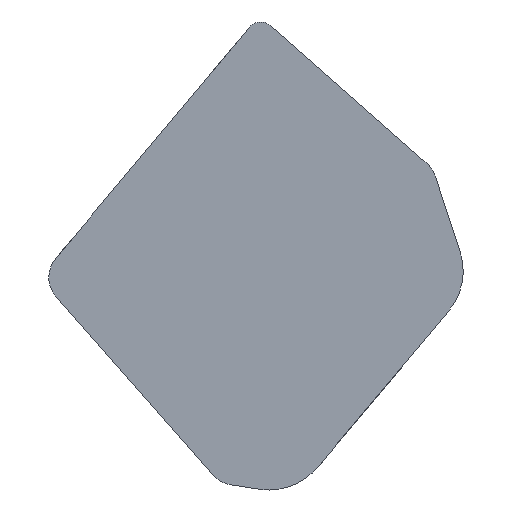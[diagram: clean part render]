
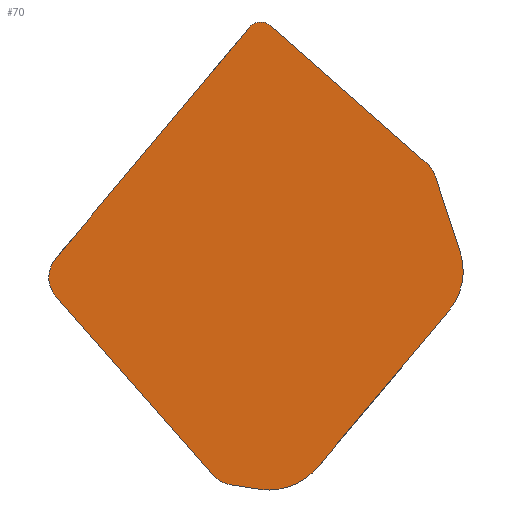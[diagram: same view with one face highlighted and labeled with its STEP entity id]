
A CAD part, top view. The second image highlights one B-rep face of the part: STEP entity #70.
In plain terms, the highlighted planar face has unit normal (0.067, -0.056, 0.996).
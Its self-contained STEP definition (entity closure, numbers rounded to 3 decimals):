
#59=ELLIPSE('',#514,2.077,2.);
#60=ELLIPSE('',#515,1.038,1.);
#61=ELLIPSE('',#516,0.519,0.5);
#62=ELLIPSE('',#517,1.04,1.);
#63=ELLIPSE('',#518,1.039,1.);
#64=ELLIPSE('',#519,2.101,2.);
#70=ADVANCED_FACE('',(#107),#94,.F.);
#94=PLANE('',#520);
#107=FACE_OUTER_BOUND('',#132,.T.);
#132=EDGE_LOOP('',(#182,#183,#184,#185,#186,#187,#188,#189,#190,#191,#192,
#193));
#182=ORIENTED_EDGE('',*,*,#327,.F.);
#183=ORIENTED_EDGE('',*,*,#348,.T.);
#184=ORIENTED_EDGE('',*,*,#349,.F.);
#185=ORIENTED_EDGE('',*,*,#350,.T.);
#186=ORIENTED_EDGE('',*,*,#321,.T.);
#187=ORIENTED_EDGE('',*,*,#351,.T.);
#188=ORIENTED_EDGE('',*,*,#352,.T.);
#189=ORIENTED_EDGE('',*,*,#353,.T.);
#190=ORIENTED_EDGE('',*,*,#354,.T.);
#191=ORIENTED_EDGE('',*,*,#355,.T.);
#192=ORIENTED_EDGE('',*,*,#356,.F.);
#193=ORIENTED_EDGE('',*,*,#357,.T.);
#279=VERTEX_POINT('',#725);
#280=VERTEX_POINT('',#726);
#285=VERTEX_POINT('',#737);
#286=VERTEX_POINT('',#739);
#304=VERTEX_POINT('',#780);
#305=VERTEX_POINT('',#782);
#306=VERTEX_POINT('',#785);
#307=VERTEX_POINT('',#787);
#308=VERTEX_POINT('',#789);
#309=VERTEX_POINT('',#791);
#310=VERTEX_POINT('',#793);
#311=VERTEX_POINT('',#795);
#321=EDGE_CURVE('',#279,#280,#384,.T.);
#327=EDGE_CURVE('',#285,#286,#390,.T.);
#348=EDGE_CURVE('',#285,#304,#59,.T.);
#349=EDGE_CURVE('',#305,#304,#401,.T.);
#350=EDGE_CURVE('',#305,#279,#60,.T.);
#351=EDGE_CURVE('',#280,#306,#61,.T.);
#352=EDGE_CURVE('',#306,#307,#402,.T.);
#353=EDGE_CURVE('',#307,#308,#62,.T.);
#354=EDGE_CURVE('',#308,#309,#403,.T.);
#355=EDGE_CURVE('',#309,#310,#63,.T.);
#356=EDGE_CURVE('',#311,#310,#404,.T.);
#357=EDGE_CURVE('',#311,#286,#64,.T.);
#384=LINE('',#724,#427);
#390=LINE('',#738,#433);
#401=LINE('',#781,#444);
#402=LINE('',#786,#445);
#403=LINE('',#790,#446);
#404=LINE('',#794,#447);
#427=VECTOR('',#551,1.);
#433=VECTOR('',#559,1.);
#444=VECTOR('',#596,1.);
#445=VECTOR('',#601,1.);
#446=VECTOR('',#604,1.);
#447=VECTOR('',#607,1.);
#514=AXIS2_PLACEMENT_3D('',#779,#594,#595);
#515=AXIS2_PLACEMENT_3D('',#783,#597,#598);
#516=AXIS2_PLACEMENT_3D('',#784,#599,#600);
#517=AXIS2_PLACEMENT_3D('',#788,#602,#603);
#518=AXIS2_PLACEMENT_3D('',#792,#605,#606);
#519=AXIS2_PLACEMENT_3D('',#796,#608,#609);
#520=AXIS2_PLACEMENT_3D('',#797,#610,#611);
#551=DIRECTION('',(-0.748,0.658,0.087));
#559=DIRECTION('',(-0.643,-0.766,0.));
#594=DIRECTION('',(0.067,-0.056,0.996));
#595=DIRECTION('',(0.372,0.928,0.027));
#596=DIRECTION('',(0.311,-0.947,-0.074));
#597=DIRECTION('',(0.067,-0.056,0.996));
#598=DIRECTION('',(-0.372,-0.928,-0.027));
#599=DIRECTION('',(0.067,-0.056,0.996));
#600=DIRECTION('',(-0.372,-0.928,-0.027));
#601=DIRECTION('',(-0.643,-0.766,0.));
#602=DIRECTION('',(0.067,-0.056,0.996));
#603=DIRECTION('',(0.845,0.534,-0.027));
#604=DIRECTION('',(0.658,-0.748,-0.086));
#605=DIRECTION('',(0.067,-0.056,0.996));
#606=DIRECTION('',(-0.739,-0.674,0.012));
#607=DIRECTION('',(-0.985,0.153,0.075));
#608=DIRECTION('',(0.067,-0.056,0.996));
#609=DIRECTION('',(-0.826,-0.564,0.024));
#610=DIRECTION('',(-0.067,0.056,-0.996));
#611=DIRECTION('',(-0.998,0.,0.067));
#724=CARTESIAN_POINT('',(0.094,8.476,0.002));
#725=CARTESIAN_POINT('',(5.576,3.655,-0.637));
#726=CARTESIAN_POINT('',(0.189,8.392,-0.009));
#737=CARTESIAN_POINT('',(6.317,-1.417,-0.972));
#738=CARTESIAN_POINT('',(5.668,-2.191,-0.972));
#739=CARTESIAN_POINT('',(1.822,-6.774,-0.972));
#779=CARTESIAN_POINT('',(4.815,-0.096,-0.797));
#780=CARTESIAN_POINT('',(6.717,0.616,-0.884));
#781=CARTESIAN_POINT('',(5.423,4.556,-0.576));
#782=CARTESIAN_POINT('',(5.862,3.218,-0.68));
#783=CARTESIAN_POINT('',(4.911,2.862,-0.637));
#784=CARTESIAN_POINT('',(-0.144,7.996,-0.009));
#785=CARTESIAN_POINT('',(-0.52,8.326,0.035));
#786=CARTESIAN_POINT('',(-5.668,2.19,0.034));
#787=CARTESIAN_POINT('',(-7.169,0.402,0.034));
#788=CARTESIAN_POINT('',(-6.387,-0.223,-0.054));
#789=CARTESIAN_POINT('',(-7.175,-0.9,-0.039));
#790=CARTESIAN_POINT('',(-5.002,-3.372,-0.324));
#791=CARTESIAN_POINT('',(-1.758,-7.061,-0.749));
#792=CARTESIAN_POINT('',(-0.979,-6.373,-0.762));
#793=CARTESIAN_POINT('',(-1.178,-7.377,-0.805));
#794=CARTESIAN_POINT('',(-1.934,-7.259,-0.748));
#795=CARTESIAN_POINT('',(-0.166,-7.535,-0.882));
#796=CARTESIAN_POINT('',(0.256,-5.529,-0.797));
#797=CARTESIAN_POINT('',(-7.204,0.36,0.034));
